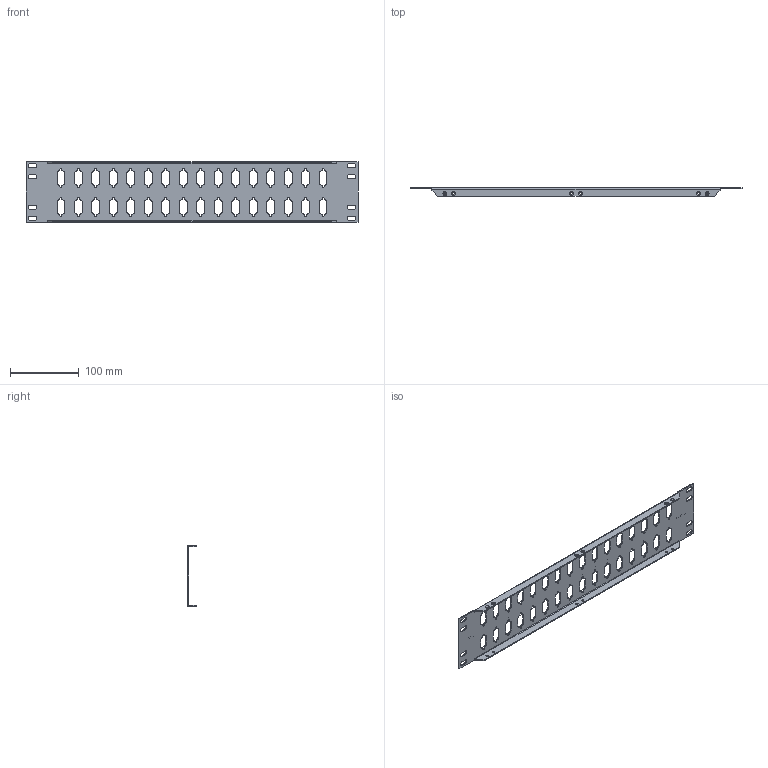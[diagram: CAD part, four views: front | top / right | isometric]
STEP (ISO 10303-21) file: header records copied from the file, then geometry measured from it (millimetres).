
FILE_DESCRIPTION (( 'STEP AP214' ), '1' );
FILE_NAME ('PR35GB932B_3D.step', '2025-09-04T20:54:09', ( '' ), ( '' ), 'SwSTEP 2.0', 'SolidWorks 2022', '' );
FILE_SCHEMA (( 'AUTOMOTIVE_DESIGN' ));
Length unit declared in the file: inch
Products named in the file (2): PR35GB932B_3D; PR35DS932B
Assembly tree (1 placements, depth 2):
  PR35GB932B_3D
    PR35DS932B
Bounding box: 482.6 x 12.7 x 88.39 mm (x, y, z)
Volume: 65016.2 mm3; surface area: 91347.1 mm2
Topology: 1 solids, 1 shells, 1520 faces, 4283 edges, 2850 vertices
Faces by surface type: plane 771, bspline 481, cylinder 244, cone 24
Entity records: 81369 total; most frequent: CARTESIAN_POINT 33402, ORIENTED_EDGE 8566, DIRECTION 5943, EDGE_CURVE 4283, VERTEX_POINT 2850, VECTOR 2785, LINE 2785, EDGE_LOOP 1709
